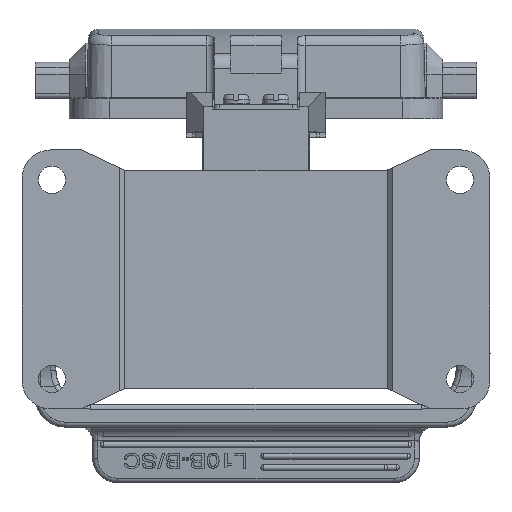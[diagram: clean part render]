
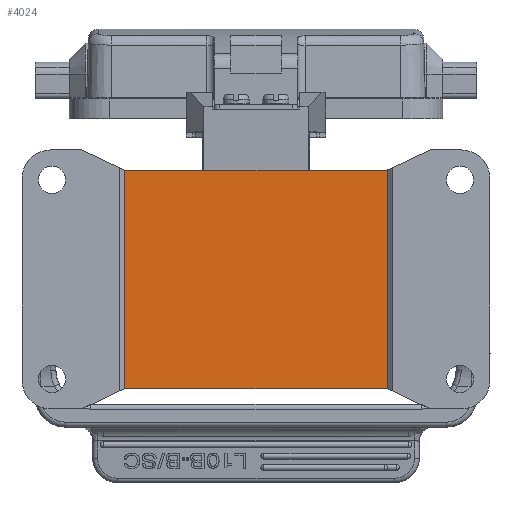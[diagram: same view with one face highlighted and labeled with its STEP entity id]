
A CAD part, front view. The second image highlights one B-rep face of the part: STEP entity #4024.
In plain terms, the highlighted planar face has unit normal (0, -1, 0).
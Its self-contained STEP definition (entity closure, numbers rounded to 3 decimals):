
#2155=PLANE('',#37080);
#4024=ADVANCED_FACE('',(#6653),#2155,.T.);
#6653=FACE_OUTER_BOUND('',#8680,.T.);
#8680=EDGE_LOOP('',(#24036,#24037,#24038,#24039,#24040,#24041,#24042,#24043));
#24036=ORIENTED_EDGE('',*,*,#32507,.F.);
#24037=ORIENTED_EDGE('',*,*,#31760,.T.);
#24038=ORIENTED_EDGE('',*,*,#32513,.F.);
#24039=ORIENTED_EDGE('',*,*,#32500,.F.);
#24040=ORIENTED_EDGE('',*,*,#32514,.F.);
#24041=ORIENTED_EDGE('',*,*,#32515,.F.);
#24042=ORIENTED_EDGE('',*,*,#32516,.F.);
#24043=ORIENTED_EDGE('',*,*,#32511,.F.);
#27049=VERTEX_POINT('',#77115);
#27050=VERTEX_POINT('',#77120);
#27532=VERTEX_POINT('',#79104);
#27533=VERTEX_POINT('',#79109);
#27538=VERTEX_POINT('',#79129);
#27541=VERTEX_POINT('',#79143);
#27542=VERTEX_POINT('',#79157);
#27543=VERTEX_POINT('',#79162);
#31760=EDGE_CURVE('',#27050,#27049,#34203,.T.);
#32500=EDGE_CURVE('',#27532,#27533,#34325,.T.);
#32507=EDGE_CURVE('',#27050,#27538,#34327,.T.);
#32511=EDGE_CURVE('',#27538,#27541,#34329,.T.);
#32513=EDGE_CURVE('',#27533,#27049,#34331,.T.);
#32514=EDGE_CURVE('',#27542,#27532,#34332,.T.);
#32515=EDGE_CURVE('',#27543,#27542,#34333,.T.);
#32516=EDGE_CURVE('',#27541,#27543,#34334,.T.);
#34203=B_SPLINE_CURVE_WITH_KNOTS('',3,(#77116,#77117,#77118,#77119),
 .UNSPECIFIED.,.F.,.F.,(4,4),(0.,1.),.UNSPECIFIED.);
#34325=B_SPLINE_CURVE_WITH_KNOTS('',3,(#79105,#79106,#79107,#79108),
 .UNSPECIFIED.,.F.,.F.,(4,4),(0.,1.),.UNSPECIFIED.);
#34327=B_SPLINE_CURVE_WITH_KNOTS('',3,(#79125,#79126,#79127,#79128),
 .UNSPECIFIED.,.F.,.F.,(4,4),(0.,1.),.UNSPECIFIED.);
#34329=B_SPLINE_CURVE_WITH_KNOTS('',3,(#79139,#79140,#79141,#79142),
 .UNSPECIFIED.,.F.,.F.,(4,4),(0.,1.),.UNSPECIFIED.);
#34331=B_SPLINE_CURVE_WITH_KNOTS('',3,(#79149,#79150,#79151,#79152),
 .UNSPECIFIED.,.F.,.F.,(4,4),(0.,1.),.UNSPECIFIED.);
#34332=B_SPLINE_CURVE_WITH_KNOTS('',3,(#79153,#79154,#79155,#79156),
 .UNSPECIFIED.,.F.,.F.,(4,4),(0.,1.),.UNSPECIFIED.);
#34333=B_SPLINE_CURVE_WITH_KNOTS('',3,(#79158,#79159,#79160,#79161),
 .UNSPECIFIED.,.F.,.F.,(4,4),(0.,1.),.UNSPECIFIED.);
#34334=B_SPLINE_CURVE_WITH_KNOTS('',3,(#79163,#79164,#79165,#79166),
 .UNSPECIFIED.,.F.,.F.,(4,4),(0.,1.),.UNSPECIFIED.);
#37080=AXIS2_PLACEMENT_3D('',#79167,#44879,#44880);
#44879=DIRECTION('',(0.,-1.,0.));
#44880=DIRECTION('',(-1.,0.,0.));
#77115=CARTESIAN_POINT('',(-0.65,50.375,62.434));
#77116=CARTESIAN_POINT('',(52.055,50.375,62.434));
#77117=CARTESIAN_POINT('',(34.487,50.375,62.434));
#77118=CARTESIAN_POINT('',(16.918,50.375,62.434));
#77119=CARTESIAN_POINT('',(-0.65,50.375,62.434));
#77120=CARTESIAN_POINT('',(52.055,50.375,62.434));
#79104=CARTESIAN_POINT('',(-0.668,50.375,18.594));
#79105=CARTESIAN_POINT('',(-0.668,50.376,18.594));
#79106=CARTESIAN_POINT('',(-0.668,50.376,33.21));
#79107=CARTESIAN_POINT('',(-0.668,50.376,47.826));
#79108=CARTESIAN_POINT('',(-0.668,50.376,62.441));
#79109=CARTESIAN_POINT('',(-0.668,50.375,62.441));
#79125=CARTESIAN_POINT('',(52.055,50.375,62.434));
#79126=CARTESIAN_POINT('',(52.061,50.375,62.436));
#79127=CARTESIAN_POINT('',(52.066,50.375,62.439));
#79128=CARTESIAN_POINT('',(52.072,50.375,62.442));
#79129=CARTESIAN_POINT('',(52.073,50.375,62.44));
#79139=CARTESIAN_POINT('',(52.073,50.376,62.44));
#79140=CARTESIAN_POINT('',(52.073,50.376,47.825));
#79141=CARTESIAN_POINT('',(52.073,50.376,33.209));
#79142=CARTESIAN_POINT('',(52.073,50.376,18.593));
#79143=CARTESIAN_POINT('',(52.073,50.375,18.593));
#79149=CARTESIAN_POINT('',(-0.667,50.375,62.442));
#79150=CARTESIAN_POINT('',(-0.662,50.375,62.439));
#79151=CARTESIAN_POINT('',(-0.656,50.375,62.436));
#79152=CARTESIAN_POINT('',(-0.65,50.375,62.434));
#79153=CARTESIAN_POINT('',(-0.65,50.375,18.601));
#79154=CARTESIAN_POINT('',(-0.656,50.375,18.598));
#79155=CARTESIAN_POINT('',(-0.661,50.375,18.596));
#79156=CARTESIAN_POINT('',(-0.667,50.375,18.593));
#79157=CARTESIAN_POINT('',(-0.65,50.375,18.6));
#79158=CARTESIAN_POINT('',(52.055,50.375,18.601));
#79159=CARTESIAN_POINT('',(34.487,50.375,18.601));
#79160=CARTESIAN_POINT('',(16.918,50.375,18.601));
#79161=CARTESIAN_POINT('',(-0.65,50.375,18.601));
#79162=CARTESIAN_POINT('',(52.055,50.375,18.601));
#79163=CARTESIAN_POINT('',(52.073,50.375,18.593));
#79164=CARTESIAN_POINT('',(52.067,50.375,18.595));
#79165=CARTESIAN_POINT('',(52.061,50.375,18.598));
#79166=CARTESIAN_POINT('',(52.055,50.375,18.601));
#79167=CARTESIAN_POINT('',(25.703,50.375,40.517));
